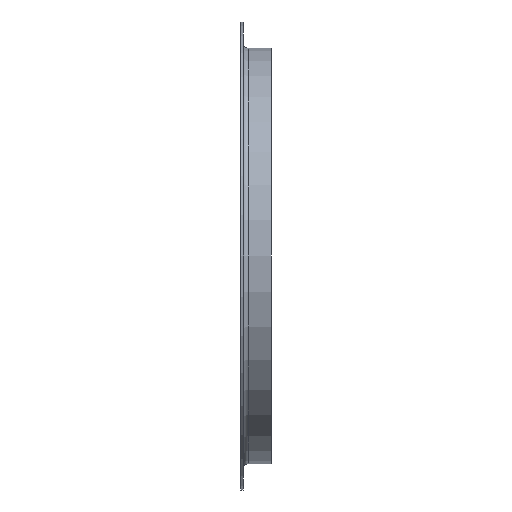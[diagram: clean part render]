
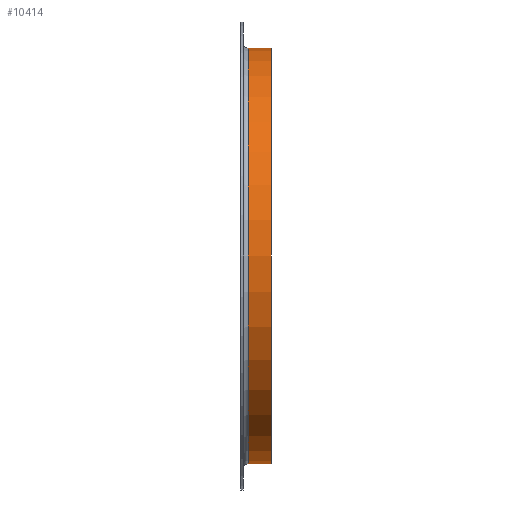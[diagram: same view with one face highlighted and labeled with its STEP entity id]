
A CAD part, front view. The second image highlights one B-rep face of the part: STEP entity #10414.
In plain terms, the highlighted cylindrical face has radius 304 mm (diameter 608 mm), a full revolution.
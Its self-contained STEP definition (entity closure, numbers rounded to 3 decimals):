
#1429 = ORIENTED_EDGE ( 'NONE', *, *, #1574, .T. ) ;
#1574 = EDGE_CURVE ( 'NONE', #14221, #14221, #12037, .T. ) ;
#1861 = EDGE_CURVE ( 'NONE', #8184, #8184, #3040, .T. ) ;
#2405 = CYLINDRICAL_SURFACE ( 'NONE', #3699, 304. ) ;
#2704 = EDGE_LOOP ( 'NONE', ( #5400 ) ) ;
#3040 = CIRCLE ( 'NONE', #5068, 304. ) ;
#3699 = AXIS2_PLACEMENT_3D ( 'NONE', #8767, #11285, #5116 ) ;
#5061 = AXIS2_PLACEMENT_3D ( 'NONE', #9532, #9459, #8398 ) ;
#5068 = AXIS2_PLACEMENT_3D ( 'NONE', #5220, #7676, #11397 ) ;
#5116 = DIRECTION ( 'NONE',  ( 0., 0., 1. ) ) ;
#5190 = FACE_OUTER_BOUND ( 'NONE', #2704, .T. ) ;
#5220 = CARTESIAN_POINT ( 'NONE',  ( 11., 0., 0. ) ) ;
#5400 = ORIENTED_EDGE ( 'NONE', *, *, #1861, .F. ) ;
#5596 = CARTESIAN_POINT ( 'NONE',  ( 11., 0., 304. ) ) ;
#6339 = FACE_OUTER_BOUND ( 'NONE', #6490, .T. ) ;
#6490 = EDGE_LOOP ( 'NONE', ( #1429 ) ) ;
#7676 = DIRECTION ( 'NONE',  ( -1., 0., 0. ) ) ;
#8184 = VERTEX_POINT ( 'NONE', #5596 ) ;
#8398 = DIRECTION ( 'NONE',  ( 0., 0., 1. ) ) ;
#8767 = CARTESIAN_POINT ( 'NONE',  ( 0., 0., 0. ) ) ;
#9459 = DIRECTION ( 'NONE',  ( -1., 0., 0. ) ) ;
#9532 = CARTESIAN_POINT ( 'NONE',  ( 45., 0., 0. ) ) ;
#10414 = ADVANCED_FACE ( 'NONE', ( #5190, #6339 ), #2405, .T. ) ;
#11285 = DIRECTION ( 'NONE',  ( -1., 0., 0. ) ) ;
#11397 = DIRECTION ( 'NONE',  ( 0., 0., 1. ) ) ;
#12037 = CIRCLE ( 'NONE', #5061, 304. ) ;
#12787 = CARTESIAN_POINT ( 'NONE',  ( 45., 0., 304. ) ) ;
#14221 = VERTEX_POINT ( 'NONE', #12787 ) ;
